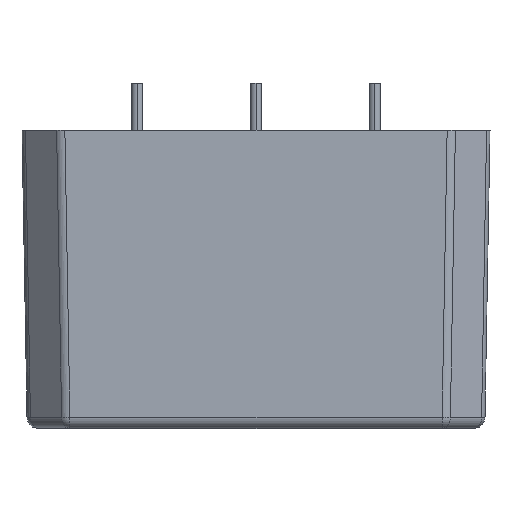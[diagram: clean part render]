
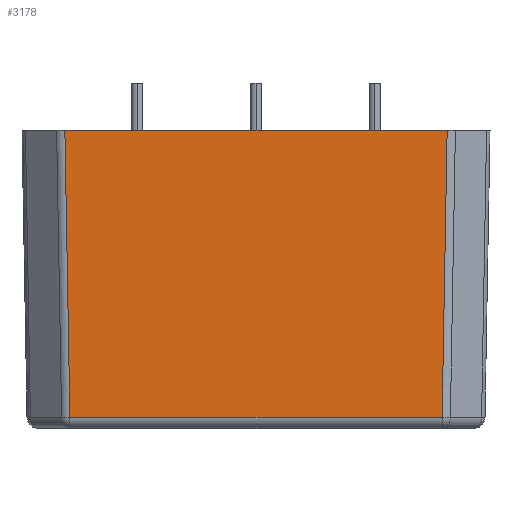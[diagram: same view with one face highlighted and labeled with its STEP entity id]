
A CAD part, left-side view. The second image highlights one B-rep face of the part: STEP entity #3178.
In plain terms, the highlighted planar face has unit normal (-1, 0, -0.018).
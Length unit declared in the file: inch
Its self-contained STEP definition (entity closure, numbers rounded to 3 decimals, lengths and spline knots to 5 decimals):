
#354 = VERTEX_POINT ( 'NONE', #17033 ) ;
#720 = ORIENTED_EDGE ( 'NONE', *, *, #19019, .F. ) ;
#848 = CARTESIAN_POINT ( 'NONE',  ( -0.05599, 0.09026, -0.14636 ) ) ;
#978 = EDGE_CURVE ( 'NONE', #4930, #354, #4304, .T. ) ;
#1738 = EDGE_CURVE ( 'NONE', #4930, #14767, #9955, .T. ) ;
#2535 = EDGE_LOOP ( 'NONE', ( #6034, #19305, #9050, #720 ) ) ;
#3178 = ADVANCED_FACE ( 'NONE', ( #18347 ), #14294, .T. ) ;
#4304 = LINE ( 'NONE', #12185, #4944 ) ;
#4435 = DIRECTION ( 'NONE',  ( 0., 1., 0. ) ) ;
#4930 = VERTEX_POINT ( 'NONE', #16499 ) ;
#4944 = VECTOR ( 'NONE', #17037, 39.37008 ) ;
#6034 = ORIENTED_EDGE ( 'NONE', *, *, #14323, .T. ) ;
#7675 = LINE ( 'NONE', #11940, #13553 ) ;
#7880 = CARTESIAN_POINT ( 'NONE',  ( -0.07283, 1.35966, 0.8189 ) ) ;
#8219 = VERTEX_POINT ( 'NONE', #23304 ) ;
#9050 = ORIENTED_EDGE ( 'NONE', *, *, #978, .T. ) ;
#9955 = LINE ( 'NONE', #7880, #24987 ) ;
#11940 = CARTESIAN_POINT ( 'NONE',  ( -0.05599, 0.09026, -0.14636 ) ) ;
#12185 = CARTESIAN_POINT ( 'NONE',  ( -0.07283, 1.35966, 0.8189 ) ) ;
#13553 = VECTOR ( 'NONE', #13745, 39.37008 ) ;
#13745 = DIRECTION ( 'NONE',  ( -0.017, -0.017, 1. ) ) ;
#14294 = PLANE ( 'NONE',  #18475 ) ;
#14323 = EDGE_CURVE ( 'NONE', #8219, #14767, #7675, .T. ) ;
#14767 = VERTEX_POINT ( 'NONE', #18345 ) ;
#16499 = CARTESIAN_POINT ( 'NONE',  ( -0.07283, 1.35966, 0.8189 ) ) ;
#17033 = CARTESIAN_POINT ( 'NONE',  ( -0.05599, 1.34281, -0.14636 ) ) ;
#17037 = DIRECTION ( 'NONE',  ( 0.017, -0.017, -1. ) ) ;
#18345 = CARTESIAN_POINT ( 'NONE',  ( -0.07283, 0.07341, 0.8189 ) ) ;
#18347 = FACE_OUTER_BOUND ( 'NONE', #2535, .T. ) ;
#18475 = AXIS2_PLACEMENT_3D ( 'NONE', #19252, #22782, #18866 ) ;
#18866 = DIRECTION ( 'NONE',  ( -0.017, 0., 1. ) ) ;
#19019 = EDGE_CURVE ( 'NONE', #8219, #354, #20353, .T. ) ;
#19023 = VECTOR ( 'NONE', #4435, 39.37008 ) ;
#19252 = CARTESIAN_POINT ( 'NONE',  ( -0.07283, 1.57761, 0.8189 ) ) ;
#19305 = ORIENTED_EDGE ( 'NONE', *, *, #1738, .F. ) ;
#20353 = LINE ( 'NONE', #848, #19023 ) ;
#22782 = DIRECTION ( 'NONE',  ( -1., 0., -0.017 ) ) ;
#23304 = CARTESIAN_POINT ( 'NONE',  ( -0.05599, 0.09026, -0.14636 ) ) ;
#23796 = DIRECTION ( 'NONE',  ( 0., -1., 0. ) ) ;
#24987 = VECTOR ( 'NONE', #23796, 39.37008 ) ;
